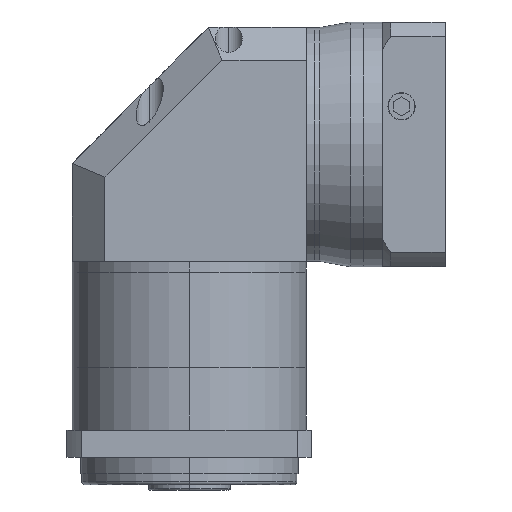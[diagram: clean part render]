
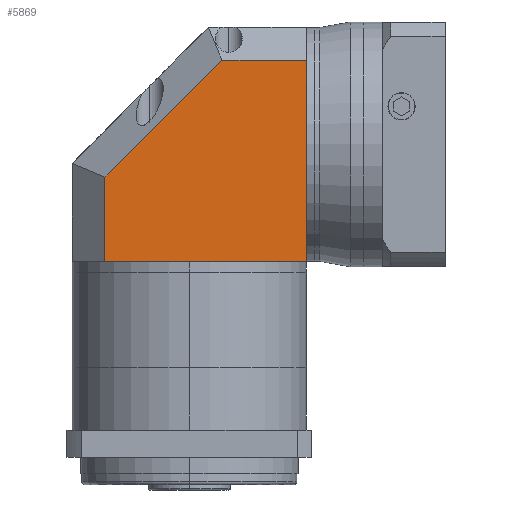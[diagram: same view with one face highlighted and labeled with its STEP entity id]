
A CAD part, left-side view. The second image highlights one B-rep face of the part: STEP entity #5869.
In plain terms, the highlighted planar face has unit normal (-1, 0, 0).
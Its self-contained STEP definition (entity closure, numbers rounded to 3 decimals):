
#124 = ORIENTED_EDGE ( 'NONE', *, *, #5416, .F. ) ;
#407 = DIRECTION ( 'NONE',  ( 0., -1., 0. ) ) ;
#435 = VECTOR ( 'NONE', #6175, 1000. ) ;
#602 = VERTEX_POINT ( 'NONE', #2394 ) ;
#910 = LINE ( 'NONE', #9239, #435 ) ;
#917 = VECTOR ( 'NONE', #9656, 1000. ) ;
#922 = VERTEX_POINT ( 'NONE', #5666 ) ;
#945 = VECTOR ( 'NONE', #3078, 1000. ) ;
#1040 = CARTESIAN_POINT ( 'NONE',  ( -43., -43., 43. ) ) ;
#1143 = LINE ( 'NONE', #7185, #917 ) ;
#1398 = VERTEX_POINT ( 'NONE', #6813 ) ;
#1524 = CARTESIAN_POINT ( 'NONE',  ( -43., -43., 0. ) ) ;
#1821 = CARTESIAN_POINT ( 'NONE',  ( -43., -43., 0. ) ) ;
#1888 = EDGE_CURVE ( 'NONE', #922, #602, #5260, .T. ) ;
#1935 = EDGE_CURVE ( 'NONE', #8612, #2974, #6617, .T. ) ;
#2078 = EDGE_CURVE ( 'NONE', #602, #1398, #4784, .T. ) ;
#2115 = CARTESIAN_POINT ( 'NONE',  ( -43., -11.971, 74. ) ) ;
#2294 = VERTEX_POINT ( 'NONE', #2115 ) ;
#2394 = CARTESIAN_POINT ( 'NONE',  ( -43., 31., 0. ) ) ;
#2532 = ORIENTED_EDGE ( 'NONE', *, *, #5618, .T. ) ;
#2720 = VECTOR ( 'NONE', #6418, 1000. ) ;
#2798 = PLANE ( 'NONE',  #5409 ) ;
#2974 = VERTEX_POINT ( 'NONE', #1821 ) ;
#3078 = DIRECTION ( 'NONE',  ( 0., 0., -1. ) ) ;
#3585 = DIRECTION ( 'NONE',  ( 0., 0., -1. ) ) ;
#4544 = VECTOR ( 'NONE', #6108, 1000. ) ;
#4784 = LINE ( 'NONE', #1524, #2720 ) ;
#5011 = EDGE_CURVE ( 'NONE', #5517, #2294, #1143, .T. ) ;
#5260 = LINE ( 'NONE', #7563, #945 ) ;
#5365 = ORIENTED_EDGE ( 'NONE', *, *, #1888, .T. ) ;
#5409 = AXIS2_PLACEMENT_3D ( 'NONE', #6664, #8213, #3585 ) ;
#5416 = EDGE_CURVE ( 'NONE', #5517, #8612, #5944, .T. ) ;
#5517 = VERTEX_POINT ( 'NONE', #8342 ) ;
#5618 = EDGE_CURVE ( 'NONE', #2294, #922, #910, .T. ) ;
#5666 = CARTESIAN_POINT ( 'NONE',  ( -43., 31., 31.029 ) ) ;
#5801 = EDGE_CURVE ( 'NONE', #1398, #2974, #9300, .T. ) ;
#5869 = ADVANCED_FACE ( 'NONE', ( #6531 ), #2798, .F. ) ;
#5944 = LINE ( 'NONE', #9735, #9813 ) ;
#6108 = DIRECTION ( 'NONE',  ( 0., 0., -1. ) ) ;
#6175 = DIRECTION ( 'NONE',  ( 0., 0.707, -0.707 ) ) ;
#6418 = DIRECTION ( 'NONE',  ( 0., -1., 0. ) ) ;
#6531 = FACE_OUTER_BOUND ( 'NONE', #7453, .T. ) ;
#6617 = LINE ( 'NONE', #6764, #4544 ) ;
#6664 = CARTESIAN_POINT ( 'NONE',  ( -43., -43., 86. ) ) ;
#6733 = ORIENTED_EDGE ( 'NONE', *, *, #5011, .T. ) ;
#6764 = CARTESIAN_POINT ( 'NONE',  ( -43., -43., 86. ) ) ;
#6813 = CARTESIAN_POINT ( 'NONE',  ( -43., 0., 0. ) ) ;
#7185 = CARTESIAN_POINT ( 'NONE',  ( -43., -43., 74. ) ) ;
#7278 = VECTOR ( 'NONE', #407, 1000. ) ;
#7441 = DIRECTION ( 'NONE',  ( 0., 0., -1. ) ) ;
#7453 = EDGE_LOOP ( 'NONE', ( #2532, #5365, #8151, #7940, #9526, #124, #6733 ) ) ;
#7563 = CARTESIAN_POINT ( 'NONE',  ( -43., 31., 86. ) ) ;
#7940 = ORIENTED_EDGE ( 'NONE', *, *, #5801, .T. ) ;
#8086 = CARTESIAN_POINT ( 'NONE',  ( -43., -43., 0. ) ) ;
#8151 = ORIENTED_EDGE ( 'NONE', *, *, #2078, .T. ) ;
#8213 = DIRECTION ( 'NONE',  ( 1., 0., 0. ) ) ;
#8342 = CARTESIAN_POINT ( 'NONE',  ( -43., -43., 74. ) ) ;
#8612 = VERTEX_POINT ( 'NONE', #1040 ) ;
#9239 = CARTESIAN_POINT ( 'NONE',  ( -43., 34.515, 27.515 ) ) ;
#9300 = LINE ( 'NONE', #8086, #7278 ) ;
#9526 = ORIENTED_EDGE ( 'NONE', *, *, #1935, .F. ) ;
#9656 = DIRECTION ( 'NONE',  ( 0., 1., 0. ) ) ;
#9735 = CARTESIAN_POINT ( 'NONE',  ( -43., -43., 86. ) ) ;
#9813 = VECTOR ( 'NONE', #7441, 1000. ) ;
